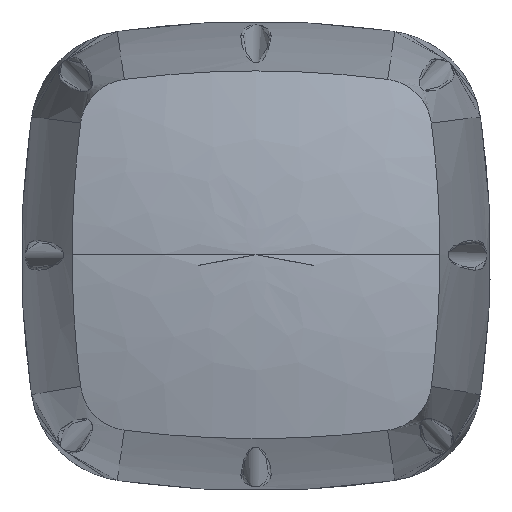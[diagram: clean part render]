
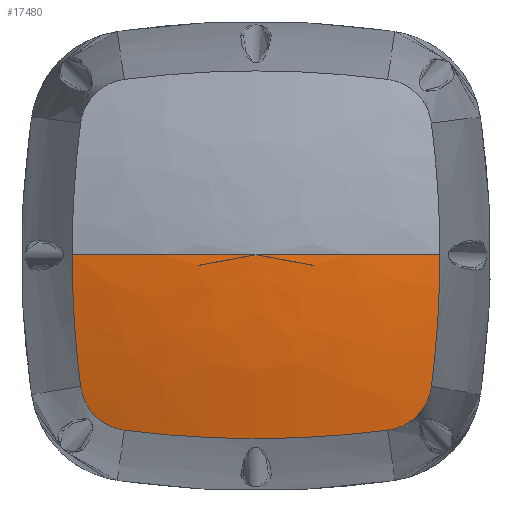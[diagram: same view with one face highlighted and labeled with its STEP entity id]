
A CAD part, top view. The second image highlights one B-rep face of the part: STEP entity #17480.
In plain terms, the highlighted free-form (B-spline) face has degree [2, 2] with [3, 5] control points.
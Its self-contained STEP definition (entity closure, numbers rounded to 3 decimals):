
#992=B_SPLINE_CURVE_WITH_KNOTS('',2,(#24862,#24863,#24864),
 .UNSPECIFIED.,.F.,.F.,(3,3),(-60.181,0.),.UNSPECIFIED.);
#993=B_SPLINE_CURVE_WITH_KNOTS('',2,(#24866,#24867,#24868),
 .UNSPECIFIED.,.F.,.F.,(3,3),(0.,60.181),.UNSPECIFIED.);
#995=B_SPLINE_CURVE_WITH_KNOTS('',3,(#24896,#24897,#24898,#24899,#24900,
#24901,#24902,#24903,#24904,#24905,#24906,#24907,#24908,#24909),
 .UNSPECIFIED.,.F.,.F.,(4,2,2,2,2,2,4),(0.,0.068,0.675,
1.128,1.582,1.904,2.256),
 .UNSPECIFIED.);
#996=B_SPLINE_CURVE_WITH_KNOTS('',3,(#24910,#24911,#24912,#24913,#24914,
#24915,#24916,#24917),.UNSPECIFIED.,.F.,.F.,(4,2,2,4),(0.,2.235,
3.365,4.469),.UNSPECIFIED.);
#997=B_SPLINE_CURVE_WITH_KNOTS('',3,(#24919,#24920,#24921,#24922,#24923,
#24924,#24925,#24926,#24927,#24928),.UNSPECIFIED.,.F.,.F.,(4,2,2,2,4),(0.,
1.104,2.233,4.187,4.468),
 .UNSPECIFIED.);
#998=B_SPLINE_CURVE_WITH_KNOTS('',3,(#24930,#24931,#24932,#24933,#24934,
#24935,#24936,#24937,#24938,#24939,#24940,#24941,#24942,#24943),
 .UNSPECIFIED.,.F.,.F.,(4,2,2,2,2,2,4),(0.,0.068,0.675,
1.128,1.582,1.904,2.256),
 .UNSPECIFIED.);
#999=B_SPLINE_CURVE_WITH_KNOTS('',3,(#24944,#24945,#24946,#24947,#24948,
#24949,#24950,#24951,#24952,#24953,#24954,#24955,#24956,#24957),
 .UNSPECIFIED.,.F.,.F.,(4,2,2,2,2,2,4),(0.,1.278,2.456,
4.468,6.481,8.7,8.937),
 .UNSPECIFIED.);
#3452=FACE_OUTER_BOUND('',#4498,.T.);
#4498=EDGE_LOOP('',(#11539,#11540,#11541,#11542,#11543,#11544,#11545));
#6833=VERTEX_POINT('',#24852);
#6834=VERTEX_POINT('',#24861);
#6835=VERTEX_POINT('',#24865);
#6836=VERTEX_POINT('',#24894);
#6837=VERTEX_POINT('',#24895);
#6838=VERTEX_POINT('',#24918);
#6839=VERTEX_POINT('',#24929);
#8693=EDGE_CURVE('',#6833,#6834,#992,.T.);
#8694=EDGE_CURVE('',#6834,#6835,#993,.T.);
#8696=EDGE_CURVE('',#6836,#6837,#995,.T.);
#8697=EDGE_CURVE('',#6837,#6835,#996,.T.);
#8698=EDGE_CURVE('',#6833,#6838,#997,.T.);
#8699=EDGE_CURVE('',#6838,#6839,#998,.T.);
#8700=EDGE_CURVE('',#6839,#6836,#999,.T.);
#11539=ORIENTED_EDGE('',*,*,#8696,.T.);
#11540=ORIENTED_EDGE('',*,*,#8697,.T.);
#11541=ORIENTED_EDGE('',*,*,#8694,.F.);
#11542=ORIENTED_EDGE('',*,*,#8693,.F.);
#11543=ORIENTED_EDGE('',*,*,#8698,.T.);
#11544=ORIENTED_EDGE('',*,*,#8699,.T.);
#11545=ORIENTED_EDGE('',*,*,#8700,.T.);
#17129=(
BOUNDED_SURFACE()
B_SPLINE_SURFACE(2,2,((#24879,#24880,#24881,#24882,#24883),(#24884,#24885,
#24886,#24887,#24888),(#24889,#24890,#24891,#24892,#24893)),
 .UNSPECIFIED.,.F.,.F.,.F.)
B_SPLINE_SURFACE_WITH_KNOTS((3,3),(3,2,3),(0.,126.5),(397.411,
596.117,794.823),.UNSPECIFIED.)
GEOMETRIC_REPRESENTATION_ITEM()
RATIONAL_B_SPLINE_SURFACE(((1.,0.707,1.,0.707,1.),
(1.,0.707,1.,0.707,1.),(1.,0.707,1.,
0.707,1.)))
REPRESENTATION_ITEM('')
SURFACE()
);
#17480=ADVANCED_FACE('',(#3452),#17129,.T.);
#24852=CARTESIAN_POINT('',(-62.052,0.,208.663));
#24861=CARTESIAN_POINT('',(0.,0.,215.));
#24862=CARTESIAN_POINT('Ctrl Pts',(-62.052,0.,
208.663));
#24863=CARTESIAN_POINT('Ctrl Pts',(-31.874,0.,
215.));
#24864=CARTESIAN_POINT('Ctrl Pts',(0.,0.,215.));
#24865=CARTESIAN_POINT('',(62.052,0.,208.663));
#24866=CARTESIAN_POINT('Ctrl Pts',(0.,0.,215.));
#24867=CARTESIAN_POINT('Ctrl Pts',(31.874,0.,
215.));
#24868=CARTESIAN_POINT('Ctrl Pts',(62.052,0.,
208.663));
#24879=CARTESIAN_POINT('Ctrl Pts',(0.,0.,
215.));
#24880=CARTESIAN_POINT('Ctrl Pts',(0.,0.,
215.));
#24881=CARTESIAN_POINT('Ctrl Pts',(0.,0.,
215.));
#24882=CARTESIAN_POINT('Ctrl Pts',(0.,0.,
215.));
#24883=CARTESIAN_POINT('Ctrl Pts',(0.,0.,
215.));
#24884=CARTESIAN_POINT('Ctrl Pts',(-67.,0.,215.));
#24885=CARTESIAN_POINT('Ctrl Pts',(-67.,-67.,
215.));
#24886=CARTESIAN_POINT('Ctrl Pts',(0.,-67.,
215.));
#24887=CARTESIAN_POINT('Ctrl Pts',(67.,-67.,215.));
#24888=CARTESIAN_POINT('Ctrl Pts',(67.,0.,215.));
#24889=CARTESIAN_POINT('Ctrl Pts',(-126.5,0.,187.));
#24890=CARTESIAN_POINT('Ctrl Pts',(-126.5,-126.5,
187.));
#24891=CARTESIAN_POINT('Ctrl Pts',(0.,-126.5,
187.));
#24892=CARTESIAN_POINT('Ctrl Pts',(126.5,-126.5,187.));
#24893=CARTESIAN_POINT('Ctrl Pts',(126.5,0.,187.));
#24894=CARTESIAN_POINT('',(44.443,-59.197,205.882));
#24895=CARTESIAN_POINT('',(59.198,-44.439,205.883));
#24896=CARTESIAN_POINT('Ctrl Pts',(44.444,-59.198,205.882));
#24897=CARTESIAN_POINT('Ctrl Pts',(44.666,-59.169,205.854));
#24898=CARTESIAN_POINT('Ctrl Pts',(44.888,-59.136,205.826));
#24899=CARTESIAN_POINT('Ctrl Pts',(47.092,-58.763,205.56));
#24900=CARTESIAN_POINT('Ctrl Pts',(49.005,-58.079,205.381));
#24901=CARTESIAN_POINT('Ctrl Pts',(52.066,-56.323,205.19));
#24902=CARTESIAN_POINT('Ctrl Pts',(53.27,-55.402,205.149));
#24903=CARTESIAN_POINT('Ctrl Pts',(55.406,-53.266,205.149));
#24904=CARTESIAN_POINT('Ctrl Pts',(56.327,-52.061,205.191));
#24905=CARTESIAN_POINT('Ctrl Pts',(57.611,-49.821,205.33));
#24906=CARTESIAN_POINT('Ctrl Pts',(58.054,-48.843,205.408));
#24907=CARTESIAN_POINT('Ctrl Pts',(58.784,-46.728,205.61));
#24908=CARTESIAN_POINT('Ctrl Pts',(59.05,-45.592,205.737));
#24909=CARTESIAN_POINT('Ctrl Pts',(59.198,-44.439,205.883));
#24910=CARTESIAN_POINT('Ctrl Pts',(59.198,-44.439,205.883));
#24911=CARTESIAN_POINT('Ctrl Pts',(60.143,-37.107,206.812));
#24912=CARTESIAN_POINT('Ctrl Pts',(60.857,-29.722,207.506));
#24913=CARTESIAN_POINT('Ctrl Pts',(61.576,-18.55,208.203));
#24914=CARTESIAN_POINT('Ctrl Pts',(61.757,-14.792,208.378));
#24915=CARTESIAN_POINT('Ctrl Pts',(61.993,-7.356,208.606));
#24916=CARTESIAN_POINT('Ctrl Pts',(62.052,-3.678,208.663));
#24917=CARTESIAN_POINT('Ctrl Pts',(62.052,0.,
208.663));
#24918=CARTESIAN_POINT('',(-59.197,-44.443,205.882));
#24919=CARTESIAN_POINT('Ctrl Pts',(-62.052,0.,
208.663));
#24920=CARTESIAN_POINT('Ctrl Pts',(-62.051,-3.678,
208.663));
#24921=CARTESIAN_POINT('Ctrl Pts',(-61.993,-7.356,
208.606));
#24922=CARTESIAN_POINT('Ctrl Pts',(-61.756,-14.794,
208.378));
#24923=CARTESIAN_POINT('Ctrl Pts',(-61.575,-18.552,
208.203));
#24924=CARTESIAN_POINT('Ctrl Pts',(-60.916,-28.789,
207.565));
#24925=CARTESIAN_POINT('Ctrl Pts',(-60.318,-35.249,
206.983));
#24926=CARTESIAN_POINT('Ctrl Pts',(-59.431,-42.595,
206.113));
#24927=CARTESIAN_POINT('Ctrl Pts',(-59.315,-43.519,
206.));
#24928=CARTESIAN_POINT('Ctrl Pts',(-59.196,-44.443,
205.883));
#24929=CARTESIAN_POINT('',(-44.439,-59.198,205.883));
#24930=CARTESIAN_POINT('Ctrl Pts',(-59.198,-44.444,
205.882));
#24931=CARTESIAN_POINT('Ctrl Pts',(-59.169,-44.666,
205.854));
#24932=CARTESIAN_POINT('Ctrl Pts',(-59.136,-44.888,
205.826));
#24933=CARTESIAN_POINT('Ctrl Pts',(-58.763,-47.092,
205.56));
#24934=CARTESIAN_POINT('Ctrl Pts',(-58.079,-49.005,
205.381));
#24935=CARTESIAN_POINT('Ctrl Pts',(-56.323,-52.066,
205.19));
#24936=CARTESIAN_POINT('Ctrl Pts',(-55.402,-53.27,
205.149));
#24937=CARTESIAN_POINT('Ctrl Pts',(-53.266,-55.406,
205.149));
#24938=CARTESIAN_POINT('Ctrl Pts',(-52.061,-56.327,
205.191));
#24939=CARTESIAN_POINT('Ctrl Pts',(-49.821,-57.611,
205.33));
#24940=CARTESIAN_POINT('Ctrl Pts',(-48.843,-58.054,
205.408));
#24941=CARTESIAN_POINT('Ctrl Pts',(-46.728,-58.784,
205.61));
#24942=CARTESIAN_POINT('Ctrl Pts',(-45.592,-59.05,205.737));
#24943=CARTESIAN_POINT('Ctrl Pts',(-44.439,-59.198,
205.883));
#24944=CARTESIAN_POINT('Ctrl Pts',(-44.439,-59.198,
205.883));
#24945=CARTESIAN_POINT('Ctrl Pts',(-40.247,-59.738,
206.414));
#24946=CARTESIAN_POINT('Ctrl Pts',(-36.037,-60.203,
206.868));
#24947=CARTESIAN_POINT('Ctrl Pts',(-27.917,-60.95,207.596));
#24948=CARTESIAN_POINT('Ctrl Pts',(-24.01,-61.243,
207.88));
#24949=CARTESIAN_POINT('Ctrl Pts',(-13.41,-61.857,
208.476));
#24950=CARTESIAN_POINT('Ctrl Pts',(-6.705,-62.052,208.663));
#24951=CARTESIAN_POINT('Ctrl Pts',(6.709,-62.051,208.663));
#24952=CARTESIAN_POINT('Ctrl Pts',(13.413,-61.857,208.475));
#24953=CARTESIAN_POINT('Ctrl Pts',(27.473,-61.041,207.686));
#24954=CARTESIAN_POINT('Ctrl Pts',(34.816,-60.379,207.043));
#24955=CARTESIAN_POINT('Ctrl Pts',(42.887,-59.394,206.077));
#24956=CARTESIAN_POINT('Ctrl Pts',(43.665,-59.296,205.981));
#24957=CARTESIAN_POINT('Ctrl Pts',(44.443,-59.196,205.883));
